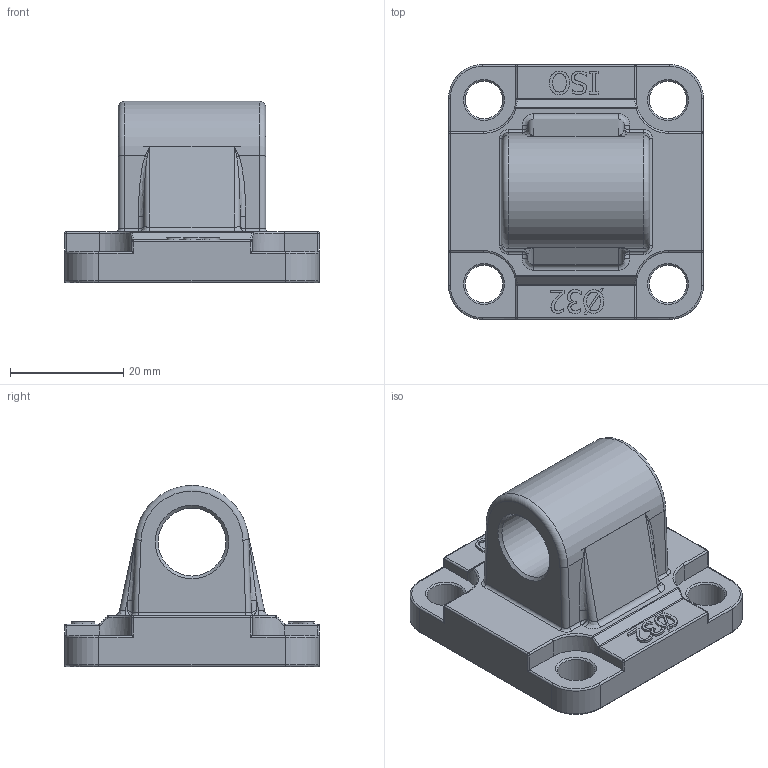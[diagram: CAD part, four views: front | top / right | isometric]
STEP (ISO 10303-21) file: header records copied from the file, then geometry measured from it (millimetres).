
FILE_DESCRIPTION((''),'2;1');
FILE_NAME('CMI032.stp','2014-12-18T14:51:43',('carlo.corazza'),(''),'Autodesk Inventor 2012','Autodesk Inventor 2012','');
FILE_SCHEMA(('AUTOMOTIVE_DESIGN { 1 0 10303 214 1 1 1 1 }'));
Length unit declared in the file: millimetre
Products named in the file (1): CMI032
Bounding box: 45 x 45 x 32 mm (x, y, z)
Volume: 20092.9 mm3; surface area: 8442.1 mm2
Topology: 1 solids, 1 shells, 304 faces, 760 edges, 459 vertices
Faces by surface type: bspline 108, plane 82, cylinder 77, torus 14, sphere 12, cone 11
Full cylindrical faces by diameter (mm): 6.6 x4, 12 x1, 30 x1
Entity records: 10047 total; most frequent: CARTESIAN_POINT 3423, ORIENTED_EDGE 1458, DIRECTION 1173, EDGE_CURVE 729, VERTEX_POINT 455, AXIS2_PLACEMENT_3D 415, VECTOR 343, LINE 343
